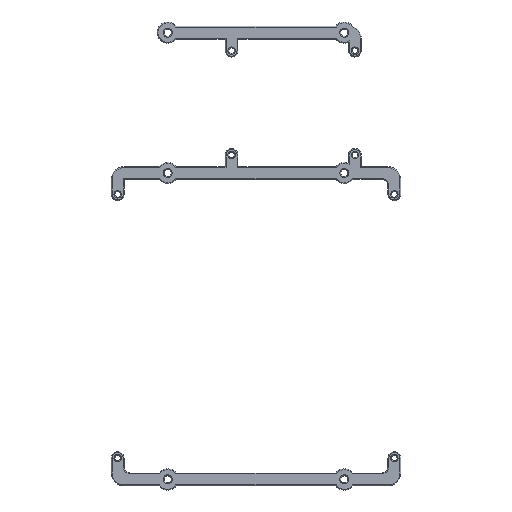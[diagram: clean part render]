
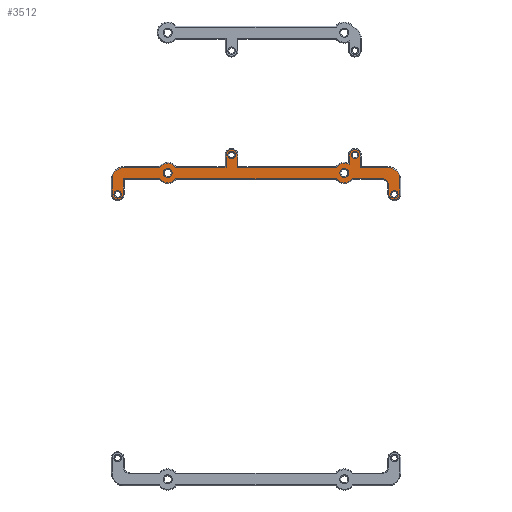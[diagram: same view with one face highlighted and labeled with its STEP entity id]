
A CAD part, top view. The second image highlights one B-rep face of the part: STEP entity #3512.
In plain terms, the highlighted planar face has unit normal (0, 0, 1).
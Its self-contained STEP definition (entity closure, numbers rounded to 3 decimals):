
#25=FACE_BOUND('',#677,.T.);
#26=FACE_BOUND('',#678,.T.);
#27=FACE_BOUND('',#679,.T.);
#28=FACE_BOUND('',#680,.T.);
#29=FACE_BOUND('',#681,.T.);
#30=FACE_BOUND('',#682,.T.);
#140=CIRCLE('',#3805,1.75);
#141=CIRCLE('',#3807,3.4);
#142=CIRCLE('',#3808,2.6);
#143=CIRCLE('',#3809,5.6);
#144=CIRCLE('',#3810,2.6);
#145=CIRCLE('',#3811,4.6);
#146=CIRCLE('',#3812,2.6);
#147=CIRCLE('',#3813,4.6);
#148=CIRCLE('',#3814,5.6);
#149=CIRCLE('',#3815,2.6);
#150=CIRCLE('',#3816,4.6);
#151=CIRCLE('',#3817,4.6);
#152=CIRCLE('',#3818,1.75);
#153=CIRCLE('',#3819,1.75);
#154=CIRCLE('',#3820,2.1);
#155=CIRCLE('',#3821,2.1);
#156=CIRCLE('',#3822,1.75);
#445=FACE_OUTER_BOUND('',#676,.T.);
#676=EDGE_LOOP('',(#2559,#2560,#2561,#2562,#2563,#2564,#2565,#2566,#2567,
#2568,#2569,#2570,#2571,#2572,#2573,#2574,#2575,#2576,#2577,#2578,#2579,
#2580,#2581,#2582,#2583,#2584));
#677=EDGE_LOOP('',(#2585));
#678=EDGE_LOOP('',(#2586));
#679=EDGE_LOOP('',(#2587));
#680=EDGE_LOOP('',(#2588));
#681=EDGE_LOOP('',(#2589));
#682=EDGE_LOOP('',(#2590));
#952=LINE('',#5529,#1255);
#953=LINE('',#5533,#1256);
#954=LINE('',#5537,#1257);
#955=LINE('',#5541,#1258);
#956=LINE('',#5543,#1259);
#957=LINE('',#5547,#1260);
#958=LINE('',#5551,#1261);
#959=LINE('',#5553,#1262);
#960=LINE('',#5557,#1263);
#961=LINE('',#5559,#1264);
#962=LINE('',#5563,#1265);
#963=LINE('',#5567,#1266);
#964=LINE('',#5571,#1267);
#965=LINE('',#5573,#1268);
#966=LINE('',#5577,#1269);
#1255=VECTOR('',#4401,10.);
#1256=VECTOR('',#4404,10.);
#1257=VECTOR('',#4407,10.);
#1258=VECTOR('',#4410,10.);
#1259=VECTOR('',#4411,10.);
#1260=VECTOR('',#4414,10.);
#1261=VECTOR('',#4417,10.);
#1262=VECTOR('',#4418,10.);
#1263=VECTOR('',#4421,10.);
#1264=VECTOR('',#4422,10.);
#1265=VECTOR('',#4425,10.);
#1266=VECTOR('',#4428,10.);
#1267=VECTOR('',#4431,10.);
#1268=VECTOR('',#4432,10.);
#1269=VECTOR('',#4435,10.);
#1566=VERTEX_POINT('',#5523);
#1567=VERTEX_POINT('',#5527);
#1568=VERTEX_POINT('',#5528);
#1569=VERTEX_POINT('',#5530);
#1570=VERTEX_POINT('',#5532);
#1571=VERTEX_POINT('',#5534);
#1572=VERTEX_POINT('',#5536);
#1573=VERTEX_POINT('',#5538);
#1574=VERTEX_POINT('',#5540);
#1575=VERTEX_POINT('',#5542);
#1576=VERTEX_POINT('',#5544);
#1577=VERTEX_POINT('',#5546);
#1578=VERTEX_POINT('',#5548);
#1579=VERTEX_POINT('',#5550);
#1580=VERTEX_POINT('',#5552);
#1581=VERTEX_POINT('',#5554);
#1582=VERTEX_POINT('',#5556);
#1583=VERTEX_POINT('',#5558);
#1584=VERTEX_POINT('',#5560);
#1585=VERTEX_POINT('',#5562);
#1586=VERTEX_POINT('',#5564);
#1587=VERTEX_POINT('',#5566);
#1588=VERTEX_POINT('',#5568);
#1589=VERTEX_POINT('',#5570);
#1590=VERTEX_POINT('',#5572);
#1591=VERTEX_POINT('',#5574);
#1592=VERTEX_POINT('',#5576);
#1593=VERTEX_POINT('',#5579);
#1594=VERTEX_POINT('',#5581);
#1595=VERTEX_POINT('',#5583);
#1596=VERTEX_POINT('',#5585);
#1597=VERTEX_POINT('',#5587);
#1923=EDGE_CURVE('',#1566,#1566,#140,.T.);
#1925=EDGE_CURVE('',#1567,#1568,#952,.T.);
#1926=EDGE_CURVE('',#1569,#1567,#141,.T.);
#1927=EDGE_CURVE('',#1570,#1569,#953,.T.);
#1928=EDGE_CURVE('',#1571,#1570,#142,.T.);
#1929=EDGE_CURVE('',#1572,#1571,#954,.T.);
#1930=EDGE_CURVE('',#1573,#1572,#143,.T.);
#1931=EDGE_CURVE('',#1574,#1573,#955,.T.);
#1932=EDGE_CURVE('',#1575,#1574,#956,.T.);
#1933=EDGE_CURVE('',#1576,#1575,#144,.T.);
#1934=EDGE_CURVE('',#1577,#1576,#957,.T.);
#1935=EDGE_CURVE('',#1578,#1577,#145,.T.);
#1936=EDGE_CURVE('',#1579,#1578,#958,.T.);
#1937=EDGE_CURVE('',#1580,#1579,#959,.T.);
#1938=EDGE_CURVE('',#1581,#1580,#146,.T.);
#1939=EDGE_CURVE('',#1582,#1581,#960,.T.);
#1940=EDGE_CURVE('',#1583,#1582,#961,.T.);
#1941=EDGE_CURVE('',#1584,#1583,#147,.T.);
#1942=EDGE_CURVE('',#1585,#1584,#962,.T.);
#1943=EDGE_CURVE('',#1586,#1585,#148,.T.);
#1944=EDGE_CURVE('',#1587,#1586,#963,.T.);
#1945=EDGE_CURVE('',#1588,#1587,#149,.T.);
#1946=EDGE_CURVE('',#1589,#1588,#964,.T.);
#1947=EDGE_CURVE('',#1590,#1589,#965,.T.);
#1948=EDGE_CURVE('',#1591,#1590,#150,.T.);
#1949=EDGE_CURVE('',#1592,#1591,#966,.T.);
#1950=EDGE_CURVE('',#1568,#1592,#151,.T.);
#1951=EDGE_CURVE('',#1593,#1593,#152,.T.);
#1952=EDGE_CURVE('',#1594,#1594,#153,.T.);
#1953=EDGE_CURVE('',#1595,#1595,#154,.T.);
#1954=EDGE_CURVE('',#1596,#1596,#155,.T.);
#1955=EDGE_CURVE('',#1597,#1597,#156,.T.);
#2559=ORIENTED_EDGE('',*,*,#1925,.F.);
#2560=ORIENTED_EDGE('',*,*,#1926,.F.);
#2561=ORIENTED_EDGE('',*,*,#1927,.F.);
#2562=ORIENTED_EDGE('',*,*,#1928,.F.);
#2563=ORIENTED_EDGE('',*,*,#1929,.F.);
#2564=ORIENTED_EDGE('',*,*,#1930,.F.);
#2565=ORIENTED_EDGE('',*,*,#1931,.F.);
#2566=ORIENTED_EDGE('',*,*,#1932,.F.);
#2567=ORIENTED_EDGE('',*,*,#1933,.F.);
#2568=ORIENTED_EDGE('',*,*,#1934,.F.);
#2569=ORIENTED_EDGE('',*,*,#1935,.F.);
#2570=ORIENTED_EDGE('',*,*,#1936,.F.);
#2571=ORIENTED_EDGE('',*,*,#1937,.F.);
#2572=ORIENTED_EDGE('',*,*,#1938,.F.);
#2573=ORIENTED_EDGE('',*,*,#1939,.F.);
#2574=ORIENTED_EDGE('',*,*,#1940,.F.);
#2575=ORIENTED_EDGE('',*,*,#1941,.F.);
#2576=ORIENTED_EDGE('',*,*,#1942,.F.);
#2577=ORIENTED_EDGE('',*,*,#1943,.F.);
#2578=ORIENTED_EDGE('',*,*,#1944,.F.);
#2579=ORIENTED_EDGE('',*,*,#1945,.F.);
#2580=ORIENTED_EDGE('',*,*,#1946,.F.);
#2581=ORIENTED_EDGE('',*,*,#1947,.F.);
#2582=ORIENTED_EDGE('',*,*,#1948,.F.);
#2583=ORIENTED_EDGE('',*,*,#1949,.F.);
#2584=ORIENTED_EDGE('',*,*,#1950,.F.);
#2585=ORIENTED_EDGE('',*,*,#1951,.F.);
#2586=ORIENTED_EDGE('',*,*,#1952,.F.);
#2587=ORIENTED_EDGE('',*,*,#1953,.F.);
#2588=ORIENTED_EDGE('',*,*,#1954,.F.);
#2589=ORIENTED_EDGE('',*,*,#1955,.F.);
#2590=ORIENTED_EDGE('',*,*,#1923,.F.);
#3380=PLANE('',#3806);
#3512=ADVANCED_FACE('',(#445,#25,#26,#27,#28,#29,#30),#3380,.T.);
#3805=AXIS2_PLACEMENT_3D('',#5524,#4396,#4397);
#3806=AXIS2_PLACEMENT_3D('',#5526,#4399,#4400);
#3807=AXIS2_PLACEMENT_3D('',#5531,#4402,#4403);
#3808=AXIS2_PLACEMENT_3D('',#5535,#4405,#4406);
#3809=AXIS2_PLACEMENT_3D('',#5539,#4408,#4409);
#3810=AXIS2_PLACEMENT_3D('',#5545,#4412,#4413);
#3811=AXIS2_PLACEMENT_3D('',#5549,#4415,#4416);
#3812=AXIS2_PLACEMENT_3D('',#5555,#4419,#4420);
#3813=AXIS2_PLACEMENT_3D('',#5561,#4423,#4424);
#3814=AXIS2_PLACEMENT_3D('',#5565,#4426,#4427);
#3815=AXIS2_PLACEMENT_3D('',#5569,#4429,#4430);
#3816=AXIS2_PLACEMENT_3D('',#5575,#4433,#4434);
#3817=AXIS2_PLACEMENT_3D('',#5578,#4436,#4437);
#3818=AXIS2_PLACEMENT_3D('',#5580,#4438,#4439);
#3819=AXIS2_PLACEMENT_3D('',#5582,#4440,#4441);
#3820=AXIS2_PLACEMENT_3D('',#5584,#4442,#4443);
#3821=AXIS2_PLACEMENT_3D('',#5586,#4444,#4445);
#3822=AXIS2_PLACEMENT_3D('',#5588,#4446,#4447);
#4396=DIRECTION('center_axis',(0.,0.,1.));
#4397=DIRECTION('ref_axis',(-1.,0.,0.));
#4399=DIRECTION('center_axis',(0.,0.,1.));
#4400=DIRECTION('ref_axis',(1.,0.,0.));
#4401=DIRECTION('',(-1.,0.,0.));
#4402=DIRECTION('center_axis',(0.,0.,1.));
#4403=DIRECTION('ref_axis',(0.707,0.707,0.));
#4404=DIRECTION('',(0.,1.,0.));
#4405=DIRECTION('center_axis',(0.,0.,-1.));
#4406=DIRECTION('ref_axis',(1.,0.,0.));
#4407=DIRECTION('',(0.,-1.,0.));
#4408=DIRECTION('center_axis',(0.,0.,-1.));
#4409=DIRECTION('ref_axis',(0.707,0.707,0.));
#4410=DIRECTION('',(1.,0.,0.));
#4411=DIRECTION('',(0.,-1.,0.));
#4412=DIRECTION('center_axis',(0.,0.,-1.));
#4413=DIRECTION('ref_axis',(1.,0.,0.));
#4414=DIRECTION('',(0.,1.,0.));
#4415=DIRECTION('center_axis',(0.,0.,-1.));
#4416=DIRECTION('ref_axis',(-1.,0.,0.));
#4417=DIRECTION('',(1.,0.,0.));
#4418=DIRECTION('',(0.,-1.,0.));
#4419=DIRECTION('center_axis',(0.,0.,-1.));
#4420=DIRECTION('ref_axis',(1.,0.,0.));
#4421=DIRECTION('',(0.,1.,0.));
#4422=DIRECTION('',(1.,0.,0.));
#4423=DIRECTION('center_axis',(0.,0.,-1.));
#4424=DIRECTION('ref_axis',(1.,0.,0.));
#4425=DIRECTION('',(1.,0.,0.));
#4426=DIRECTION('center_axis',(0.,0.,-1.));
#4427=DIRECTION('ref_axis',(-0.707,0.707,0.));
#4428=DIRECTION('',(0.,1.,0.));
#4429=DIRECTION('center_axis',(0.,0.,-1.));
#4430=DIRECTION('ref_axis',(1.,0.,0.));
#4431=DIRECTION('',(0.,-1.,0.));
#4432=DIRECTION('',(-1.,0.,0.));
#4433=DIRECTION('center_axis',(0.,0.,-1.));
#4434=DIRECTION('ref_axis',(1.,0.,0.));
#4435=DIRECTION('',(-1.,0.,0.));
#4436=DIRECTION('center_axis',(0.,0.,-1.));
#4437=DIRECTION('ref_axis',(1.,0.,0.));
#4438=DIRECTION('center_axis',(0.,0.,1.));
#4439=DIRECTION('ref_axis',(-1.,0.,0.));
#4440=DIRECTION('center_axis',(0.,0.,1.));
#4441=DIRECTION('ref_axis',(-1.,0.,0.));
#4442=DIRECTION('center_axis',(0.,0.,1.));
#4443=DIRECTION('ref_axis',(-1.,0.,0.));
#4444=DIRECTION('center_axis',(0.,0.,1.));
#4445=DIRECTION('ref_axis',(-1.,0.,0.));
#4446=DIRECTION('center_axis',(0.,0.,1.));
#4447=DIRECTION('ref_axis',(-1.,0.,0.));
#5523=CARTESIAN_POINT('',(66.75,34.,5.));
#5524=CARTESIAN_POINT('Origin',(65.,34.,5.));
#5526=CARTESIAN_POINT('Origin',(41.5,44.,5.));
#5527=CARTESIAN_POINT('',(59.,41.4,5.));
#5528=CARTESIAN_POINT('',(45.295,41.4,5.));
#5529=CARTESIAN_POINT('',(43.5,41.4,5.));
#5530=CARTESIAN_POINT('',(62.4,38.,5.));
#5531=CARTESIAN_POINT('Origin',(59.,38.,5.));
#5532=CARTESIAN_POINT('',(62.4,34.,5.));
#5533=CARTESIAN_POINT('',(62.4,42.5,5.));
#5534=CARTESIAN_POINT('',(67.6,34.,5.));
#5535=CARTESIAN_POINT('Origin',(65.,34.,5.));
#5536=CARTESIAN_POINT('',(67.6,41.,5.));
#5537=CARTESIAN_POINT('',(67.6,39.,5.));
#5538=CARTESIAN_POINT('',(62.,46.6,5.));
#5539=CARTESIAN_POINT('Origin',(62.,41.,5.));
#5540=CARTESIAN_POINT('',(49.1,46.6,5.));
#5541=CARTESIAN_POINT('',(54.75,46.6,5.));
#5542=CARTESIAN_POINT('',(49.1,52.5,5.));
#5543=CARTESIAN_POINT('',(49.1,45.5,5.));
#5544=CARTESIAN_POINT('',(43.9,52.5,5.));
#5545=CARTESIAN_POINT('Origin',(46.5,52.5,5.));
#5546=CARTESIAN_POINT('',(43.9,47.924,5.));
#5547=CARTESIAN_POINT('',(43.9,48.25,5.));
#5548=CARTESIAN_POINT('',(37.705,46.6,5.));
#5549=CARTESIAN_POINT('Origin',(41.5,44.,5.));
#5550=CARTESIAN_POINT('',(-8.9,46.6,5.));
#5551=CARTESIAN_POINT('',(39.5,46.6,5.));
#5552=CARTESIAN_POINT('',(-8.9,52.5,5.));
#5553=CARTESIAN_POINT('',(-8.9,45.5,5.));
#5554=CARTESIAN_POINT('',(-14.1,52.5,5.));
#5555=CARTESIAN_POINT('Origin',(-11.5,52.5,5.));
#5556=CARTESIAN_POINT('',(-14.1,46.6,5.));
#5557=CARTESIAN_POINT('',(-14.1,48.25,5.));
#5558=CARTESIAN_POINT('',(-37.705,46.6,5.));
#5559=CARTESIAN_POINT('',(13.5,46.6,5.));
#5560=CARTESIAN_POINT('',(-45.295,46.6,5.));
#5561=CARTESIAN_POINT('Origin',(-41.5,44.,5.));
#5562=CARTESIAN_POINT('',(-62.,46.6,5.));
#5563=CARTESIAN_POINT('',(-2.,46.6,5.));
#5564=CARTESIAN_POINT('',(-67.6,41.,5.));
#5565=CARTESIAN_POINT('Origin',(-62.,41.,5.));
#5566=CARTESIAN_POINT('',(-67.6,34.,5.));
#5567=CARTESIAN_POINT('',(-67.6,45.5,5.));
#5568=CARTESIAN_POINT('',(-62.4,34.,5.));
#5569=CARTESIAN_POINT('Origin',(-65.,34.,5.));
#5570=CARTESIAN_POINT('',(-62.4,41.4,5.));
#5571=CARTESIAN_POINT('',(-62.4,39.,5.));
#5572=CARTESIAN_POINT('',(-45.295,41.4,5.));
#5573=CARTESIAN_POINT('',(-10.25,41.4,5.));
#5574=CARTESIAN_POINT('',(-37.705,41.4,5.));
#5575=CARTESIAN_POINT('Origin',(-41.5,44.,5.));
#5576=CARTESIAN_POINT('',(37.705,41.4,5.));
#5577=CARTESIAN_POINT('',(2.,41.4,5.));
#5578=CARTESIAN_POINT('Origin',(41.5,44.,5.));
#5579=CARTESIAN_POINT('',(-9.75,52.5,5.));
#5580=CARTESIAN_POINT('Origin',(-11.5,52.5,5.));
#5581=CARTESIAN_POINT('',(48.25,52.5,5.));
#5582=CARTESIAN_POINT('Origin',(46.5,52.5,5.));
#5583=CARTESIAN_POINT('',(-39.4,44.,5.));
#5584=CARTESIAN_POINT('Origin',(-41.5,44.,5.));
#5585=CARTESIAN_POINT('',(43.6,44.,5.));
#5586=CARTESIAN_POINT('Origin',(41.5,44.,5.));
#5587=CARTESIAN_POINT('',(-63.25,34.,5.));
#5588=CARTESIAN_POINT('Origin',(-65.,34.,5.));
